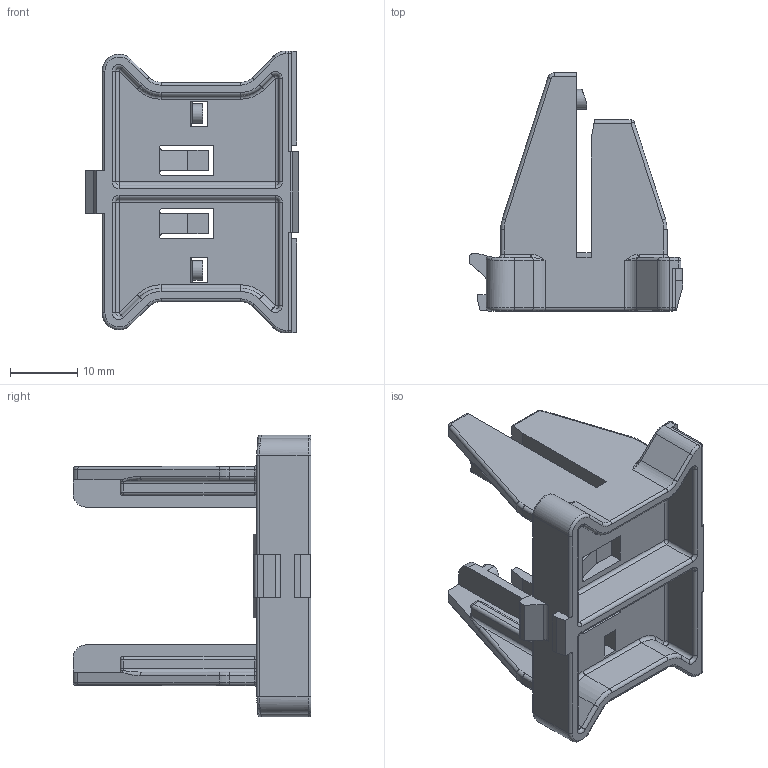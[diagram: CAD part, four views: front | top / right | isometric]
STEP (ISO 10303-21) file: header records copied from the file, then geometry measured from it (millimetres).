
FILE_DESCRIPTION((''),'2;1');
FILE_NAME('3564_0059_320','2020-07-06T',('presta_be4'),(''),'CREO PARAMETRIC BY PTC INC, 2018360','CREO PARAMETRIC BY PTC INC, 2018360','');
FILE_SCHEMA(('CONFIG_CONTROL_DESIGN'));
Length unit declared in the file: millimetre
Products named in the file (1): 3564_0059_320
Bounding box: 31.75 x 35.42 x 42 mm (x, y, z)
Volume: 6471.1 mm3; surface area: 7368.6 mm2
Topology: 1 solids, 1 shells, 394 faces, 973 edges, 581 vertices
Faces by surface type: cylinder 152, plane 138, torus 58, sphere 24, bspline 18, extrusion 4
Entity records: 12654 total; most frequent: CARTESIAN_POINT 3270, DIRECTION 2012, ORIENTED_EDGE 1946, EDGE_CURVE 973, AXIS2_PLACEMENT_3D 737, VERTEX_POINT 581, VECTOR 538, LINE 534
